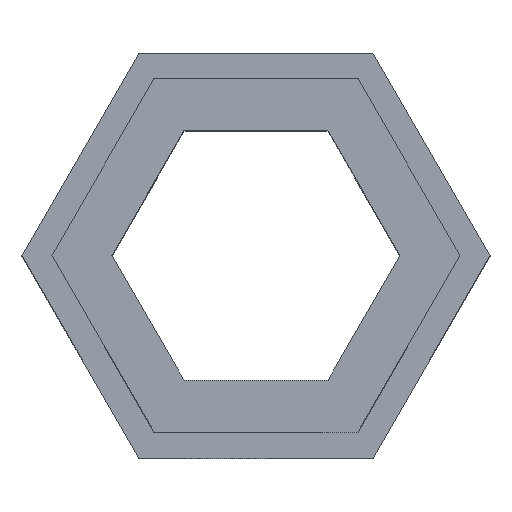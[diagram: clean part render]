
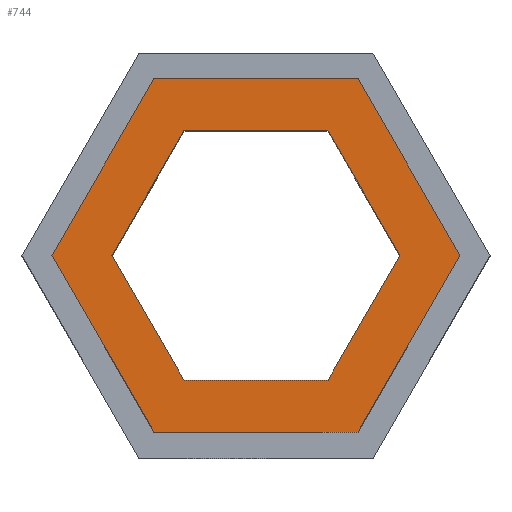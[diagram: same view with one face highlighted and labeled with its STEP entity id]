
A CAD part, top view. The second image highlights one B-rep face of the part: STEP entity #744.
In plain terms, the highlighted planar face has unit normal (0, 0, 1).
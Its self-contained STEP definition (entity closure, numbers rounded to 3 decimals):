
#20=FACE_BOUND('',#94,.T.);
#56=FACE_OUTER_BOUND('',#93,.T.);
#93=EDGE_LOOP('',(#661,#662,#663,#664,#665,#666));
#94=EDGE_LOOP('',(#667,#668,#669,#670,#671,#672));
#95=LINE('',#982,#197);
#102=LINE('',#996,#204);
#108=LINE('',#1008,#210);
#113=LINE('',#1018,#215);
#118=LINE('',#1028,#220);
#124=LINE('',#1039,#226);
#186=LINE('',#1164,#288);
#188=LINE('',#1168,#290);
#190=LINE('',#1172,#292);
#192=LINE('',#1176,#294);
#194=LINE('',#1180,#296);
#196=LINE('',#1183,#298);
#197=VECTOR('',#803,10.);
#204=VECTOR('',#812,10.);
#210=VECTOR('',#820,10.);
#215=VECTOR('',#827,10.);
#220=VECTOR('',#834,10.);
#226=VECTOR('',#842,10.);
#288=VECTOR('',#952,10.);
#290=VECTOR('',#956,10.);
#292=VECTOR('',#960,10.);
#294=VECTOR('',#964,10.);
#296=VECTOR('',#968,10.);
#298=VECTOR('',#972,10.);
#299=VERTEX_POINT('',#980);
#300=VERTEX_POINT('',#981);
#306=VERTEX_POINT('',#995);
#311=VERTEX_POINT('',#1007);
#315=VERTEX_POINT('',#1017);
#319=VERTEX_POINT('',#1027);
#361=VERTEX_POINT('',#1161);
#362=VERTEX_POINT('',#1163);
#363=VERTEX_POINT('',#1167);
#364=VERTEX_POINT('',#1171);
#365=VERTEX_POINT('',#1175);
#366=VERTEX_POINT('',#1179);
#367=EDGE_CURVE('',#299,#300,#95,.T.);
#374=EDGE_CURVE('',#300,#306,#102,.T.);
#380=EDGE_CURVE('',#311,#299,#108,.T.);
#385=EDGE_CURVE('',#306,#315,#113,.T.);
#390=EDGE_CURVE('',#319,#311,#118,.T.);
#396=EDGE_CURVE('',#315,#319,#124,.T.);
#458=EDGE_CURVE('',#362,#361,#186,.T.);
#460=EDGE_CURVE('',#363,#362,#188,.T.);
#462=EDGE_CURVE('',#364,#363,#190,.T.);
#464=EDGE_CURVE('',#365,#364,#192,.T.);
#466=EDGE_CURVE('',#366,#365,#194,.T.);
#468=EDGE_CURVE('',#361,#366,#196,.T.);
#661=ORIENTED_EDGE('',*,*,#468,.T.);
#662=ORIENTED_EDGE('',*,*,#466,.T.);
#663=ORIENTED_EDGE('',*,*,#464,.T.);
#664=ORIENTED_EDGE('',*,*,#462,.T.);
#665=ORIENTED_EDGE('',*,*,#460,.T.);
#666=ORIENTED_EDGE('',*,*,#458,.T.);
#667=ORIENTED_EDGE('',*,*,#385,.T.);
#668=ORIENTED_EDGE('',*,*,#396,.T.);
#669=ORIENTED_EDGE('',*,*,#390,.T.);
#670=ORIENTED_EDGE('',*,*,#380,.T.);
#671=ORIENTED_EDGE('',*,*,#367,.T.);
#672=ORIENTED_EDGE('',*,*,#374,.T.);
#708=PLANE('',#795);
#744=ADVANCED_FACE('',(#56,#20),#708,.T.);
#795=AXIS2_PLACEMENT_3D('',#1184,#973,#974);
#803=DIRECTION('',(-0.5,0.866,0.));
#812=DIRECTION('',(0.5,0.866,0.));
#820=DIRECTION('',(-1.,0.,0.));
#827=DIRECTION('',(1.,0.,0.));
#834=DIRECTION('',(-0.5,-0.866,0.));
#842=DIRECTION('',(0.5,-0.866,0.));
#952=DIRECTION('',(-0.5,0.866,0.));
#956=DIRECTION('',(0.5,0.866,0.));
#960=DIRECTION('',(1.,0.,0.));
#964=DIRECTION('',(0.5,-0.866,0.));
#968=DIRECTION('',(-0.5,-0.866,0.));
#972=DIRECTION('',(-1.,0.,0.));
#973=DIRECTION('center_axis',(0.,0.,1.));
#974=DIRECTION('ref_axis',(1.,0.,0.));
#980=CARTESIAN_POINT('',(-2.771,-4.8,7.));
#981=CARTESIAN_POINT('',(-5.543,0.,7.));
#982=CARTESIAN_POINT('',(-3.464,-3.6,7.));
#995=CARTESIAN_POINT('',(-2.771,4.8,7.));
#996=CARTESIAN_POINT('',(-4.85,1.2,7.));
#1007=CARTESIAN_POINT('',(2.771,-4.8,7.));
#1008=CARTESIAN_POINT('',(1.386,-4.8,7.));
#1017=CARTESIAN_POINT('',(2.771,4.8,7.));
#1018=CARTESIAN_POINT('',(-1.386,4.8,7.));
#1027=CARTESIAN_POINT('',(5.543,0.,7.));
#1028=CARTESIAN_POINT('',(4.85,-1.2,7.));
#1039=CARTESIAN_POINT('',(3.464,3.6,7.));
#1161=CARTESIAN_POINT('',(3.926,6.8,7.));
#1163=CARTESIAN_POINT('',(7.852,0.,7.));
#1164=CARTESIAN_POINT('',(3.926,6.8,7.));
#1167=CARTESIAN_POINT('',(3.926,-6.8,7.));
#1168=CARTESIAN_POINT('',(7.852,0.,7.));
#1171=CARTESIAN_POINT('',(-3.926,-6.8,7.));
#1172=CARTESIAN_POINT('',(3.926,-6.8,7.));
#1175=CARTESIAN_POINT('',(-7.852,0.,7.));
#1176=CARTESIAN_POINT('',(-3.926,-6.8,7.));
#1179=CARTESIAN_POINT('',(-3.926,6.8,7.));
#1180=CARTESIAN_POINT('',(-7.852,0.,7.));
#1183=CARTESIAN_POINT('',(-3.926,6.8,7.));
#1184=CARTESIAN_POINT('Origin',(0.,0.,7.));
